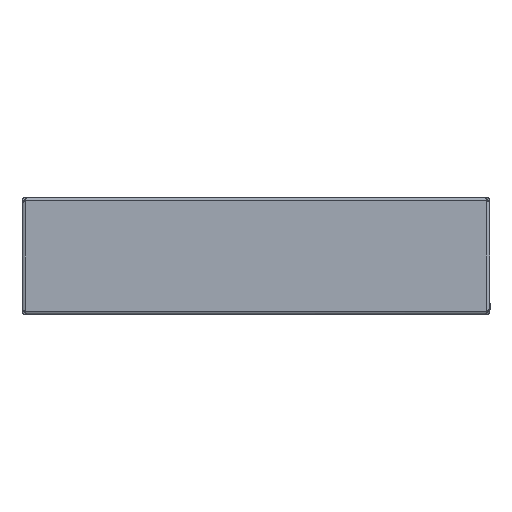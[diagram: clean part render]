
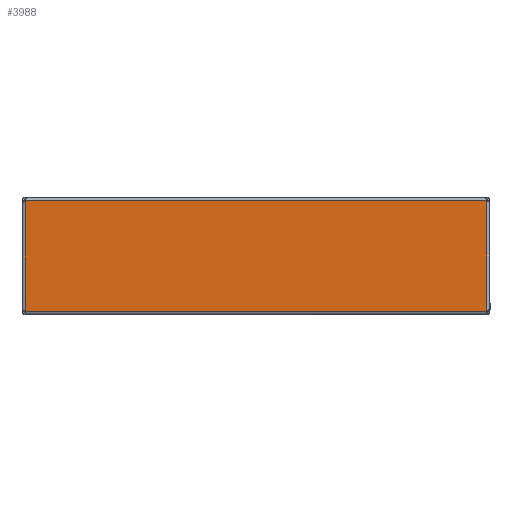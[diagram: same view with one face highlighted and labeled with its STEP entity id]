
A CAD part, front view. The second image highlights one B-rep face of the part: STEP entity #3988.
In plain terms, the highlighted planar face has unit normal (0, -1, 0).
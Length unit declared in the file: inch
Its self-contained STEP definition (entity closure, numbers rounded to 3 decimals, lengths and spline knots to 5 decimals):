
#486 = FACE_OUTER_BOUND ( 'NONE', #1730, .T. ) ;
#499 = VERTEX_POINT ( 'NONE', #4081 ) ;
#555 = LINE ( 'NONE', #1674, #3761 ) ;
#1446 = EDGE_CURVE ( 'NONE', #5399, #3641, #5254, .T. ) ;
#1674 = CARTESIAN_POINT ( 'NONE',  ( -20.9548, 0., -6.66504 ) ) ;
#1730 = EDGE_LOOP ( 'NONE', ( #2044, #4585, #2350, #2072 ) ) ;
#1765 = VERTEX_POINT ( 'NONE', #5091 ) ;
#2044 = ORIENTED_EDGE ( 'NONE', *, *, #1446, .T. ) ;
#2072 = ORIENTED_EDGE ( 'NONE', *, *, #6322, .T. ) ;
#2171 = DIRECTION ( 'NONE',  ( -1., 0., 0. ) ) ;
#2350 = ORIENTED_EDGE ( 'NONE', *, *, #6845, .T. ) ;
#2514 = VECTOR ( 'NONE', #4639, 39.37008 ) ;
#2905 = DIRECTION ( 'NONE',  ( 1., 0., 0. ) ) ;
#3405 = CARTESIAN_POINT ( 'NONE',  ( 11.83352, 0., 0. ) ) ;
#3419 = PLANE ( 'NONE',  #3754 ) ;
#3487 = VECTOR ( 'NONE', #6952, 39.37008 ) ;
#3641 = VERTEX_POINT ( 'NONE', #6556 ) ;
#3754 = AXIS2_PLACEMENT_3D ( 'NONE', #7589, #7550, #7511 ) ;
#3761 = VECTOR ( 'NONE', #2905, 39.37008 ) ;
#3988 = ADVANCED_FACE ( 'NONE', ( #486 ), #3419, .T. ) ;
#4081 = CARTESIAN_POINT ( 'NONE',  ( 11.83352, 0., -6.66504 ) ) ;
#4585 = ORIENTED_EDGE ( 'NONE', *, *, #5295, .T. ) ;
#4639 = DIRECTION ( 'NONE',  ( 0., 0., 1. ) ) ;
#5091 = CARTESIAN_POINT ( 'NONE',  ( 11.83352, 0., -0.99806 ) ) ;
#5105 = LINE ( 'NONE', #7463, #5723 ) ;
#5254 = LINE ( 'NONE', #5914, #3487 ) ;
#5295 = EDGE_CURVE ( 'NONE', #3641, #499, #555, .T. ) ;
#5399 = VERTEX_POINT ( 'NONE', #6498 ) ;
#5723 = VECTOR ( 'NONE', #2171, 39.37008 ) ;
#5914 = CARTESIAN_POINT ( 'NONE',  ( -11.83352, 0., 0. ) ) ;
#6322 = EDGE_CURVE ( 'NONE', #1765, #5399, #5105, .T. ) ;
#6338 = LINE ( 'NONE', #3405, #2514 ) ;
#6498 = CARTESIAN_POINT ( 'NONE',  ( -11.83352, 0., -0.99806 ) ) ;
#6556 = CARTESIAN_POINT ( 'NONE',  ( -11.83352, 0., -6.66504 ) ) ;
#6845 = EDGE_CURVE ( 'NONE', #499, #1765, #6338, .T. ) ;
#6952 = DIRECTION ( 'NONE',  ( 0., 0., -1. ) ) ;
#7463 = CARTESIAN_POINT ( 'NONE',  ( -20.9548, 0., -0.99806 ) ) ;
#7511 = DIRECTION ( 'NONE',  ( 0., 0., -1. ) ) ;
#7550 = DIRECTION ( 'NONE',  ( 0., -1., 0. ) ) ;
#7589 = CARTESIAN_POINT ( 'NONE',  ( -20.9548, 0., 0. ) ) ;
